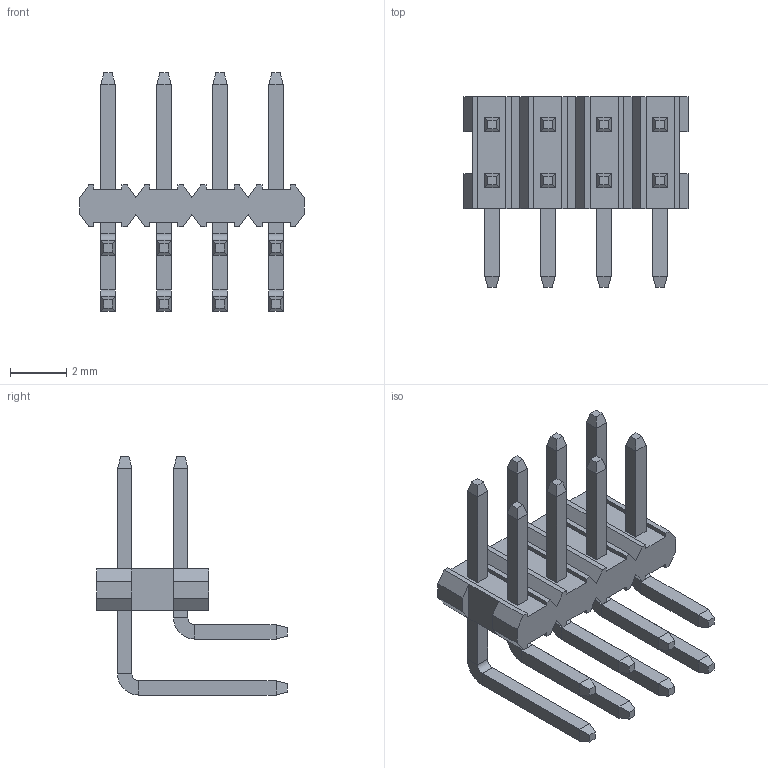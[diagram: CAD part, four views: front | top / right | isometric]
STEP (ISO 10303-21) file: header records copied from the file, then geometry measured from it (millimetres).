
FILE_DESCRIPTION (( 'STEP AP214' ), '1' );
FILE_NAME ('98423-G61-04LF.STEP', '2022-03-15T03:08:47', ( '' ), ( '' ), 'SwSTEP 2.0', 'SolidWorks 2017', '' );
FILE_SCHEMA (( 'AUTOMOTIVE_DESIGN' ));
Length unit declared in the file: millimetre
Products named in the file (1): 98423-G61-04LF
Bounding box: 8 x 6.8 x 8.51 mm (x, y, z)
Volume: 59.2 mm3; surface area: 325.2 mm2
Topology: 17 solids, 17 shells, 328 faces, 746 edges, 452 vertices
Faces by surface type: plane 312, cylinder 16
Entity records: 9724 total; most frequent: CARTESIAN_POINT 1527, ORIENTED_EDGE 1492, DIRECTION 1436, EDGE_CURVE 746, LINE 714, VECTOR 714, VERTEX_POINT 452, AXIS2_PLACEMENT_3D 361
